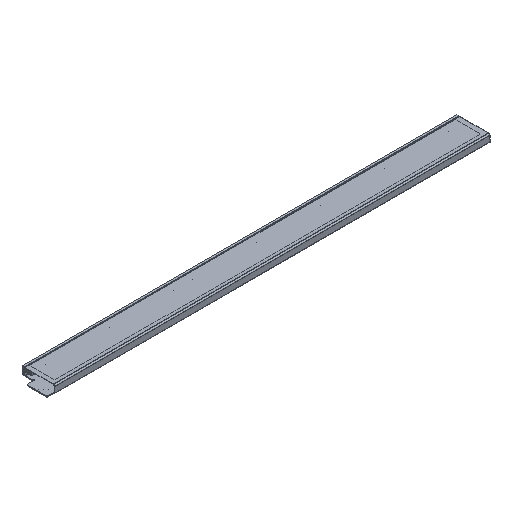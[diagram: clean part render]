
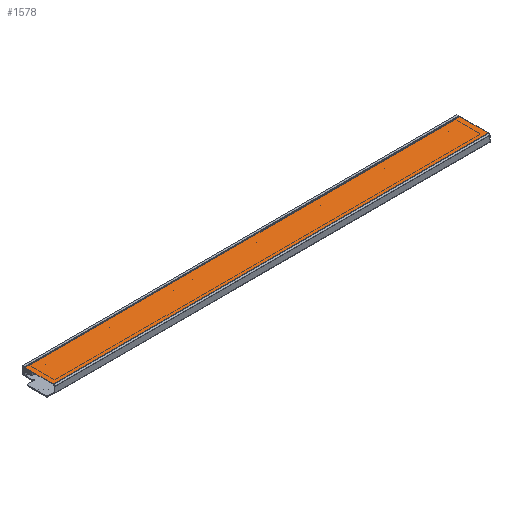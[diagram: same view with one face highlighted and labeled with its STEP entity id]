
A CAD part, isometric view. The second image highlights one B-rep face of the part: STEP entity #1578.
In plain terms, the highlighted planar face has unit normal (0, 0, 1).
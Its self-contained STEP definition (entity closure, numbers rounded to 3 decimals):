
#139 = CARTESIAN_POINT ( 'NONE',  ( -2., 0.7, 0. ) ) ;
#175 = CARTESIAN_POINT ( 'NONE',  ( 0., 0., 0. ) ) ;
#274 = ORIENTED_EDGE ( 'NONE', *, *, #1216, .T. ) ;
#288 = FACE_OUTER_BOUND ( 'NONE', #716, .T. ) ;
#339 = DIRECTION ( 'NONE',  ( 1., 0., 0. ) ) ;
#416 = CARTESIAN_POINT ( 'NONE',  ( -2., 13.4, 0. ) ) ;
#503 = VERTEX_POINT ( 'NONE', #2081 ) ;
#510 = DIRECTION ( 'NONE',  ( -1., 0., 0. ) ) ;
#532 = DIRECTION ( 'NONE',  ( 0., -1., 0. ) ) ;
#536 = PLANE ( 'NONE',  #673 ) ;
#673 = AXIS2_PLACEMENT_3D ( 'NONE', #175, #1606, #719 ) ;
#716 = EDGE_LOOP ( 'NONE', ( #1001, #2272, #274, #1401 ) ) ;
#719 = DIRECTION ( 'NONE',  ( -1., 0., 0. ) ) ;
#920 = VECTOR ( 'NONE', #339, 1000. ) ;
#1001 = ORIENTED_EDGE ( 'NONE', *, *, #1127, .T. ) ;
#1045 = VERTEX_POINT ( 'NONE', #139 ) ;
#1127 = EDGE_CURVE ( 'NONE', #1045, #503, #1749, .T. ) ;
#1141 = EDGE_CURVE ( 'NONE', #1301, #1045, #1694, .T. ) ;
#1146 = VECTOR ( 'NONE', #532, 1000. ) ;
#1216 = EDGE_CURVE ( 'NONE', #2157, #1301, #1365, .T. ) ;
#1301 = VERTEX_POINT ( 'NONE', #416 ) ;
#1365 = LINE ( 'NONE', #2095, #1444 ) ;
#1401 = ORIENTED_EDGE ( 'NONE', *, *, #1141, .T. ) ;
#1410 = EDGE_CURVE ( 'NONE', #503, #2157, #2285, .T. ) ;
#1444 = VECTOR ( 'NONE', #510, 1000. ) ;
#1447 = VECTOR ( 'NONE', #2051, 1000. ) ;
#1578 = ADVANCED_FACE ( 'NONE', ( #288 ), #536, .F. ) ;
#1606 = DIRECTION ( 'NONE',  ( 0., 0., -1. ) ) ;
#1694 = LINE ( 'NONE', #1759, #1146 ) ;
#1696 = CARTESIAN_POINT ( 'NONE',  ( 189.2, 0., 0. ) ) ;
#1724 = CARTESIAN_POINT ( 'NONE',  ( -2., 0.7, 0. ) ) ;
#1749 = LINE ( 'NONE', #1724, #920 ) ;
#1759 = CARTESIAN_POINT ( 'NONE',  ( -2., 0., 0. ) ) ;
#2051 = DIRECTION ( 'NONE',  ( 0., 1., 0. ) ) ;
#2081 = CARTESIAN_POINT ( 'NONE',  ( 189.2, 0.7, 0. ) ) ;
#2095 = CARTESIAN_POINT ( 'NONE',  ( -2., 13.4, 0. ) ) ;
#2140 = CARTESIAN_POINT ( 'NONE',  ( 189.2, 13.4, 0. ) ) ;
#2157 = VERTEX_POINT ( 'NONE', #2140 ) ;
#2272 = ORIENTED_EDGE ( 'NONE', *, *, #1410, .T. ) ;
#2285 = LINE ( 'NONE', #1696, #1447 ) ;
